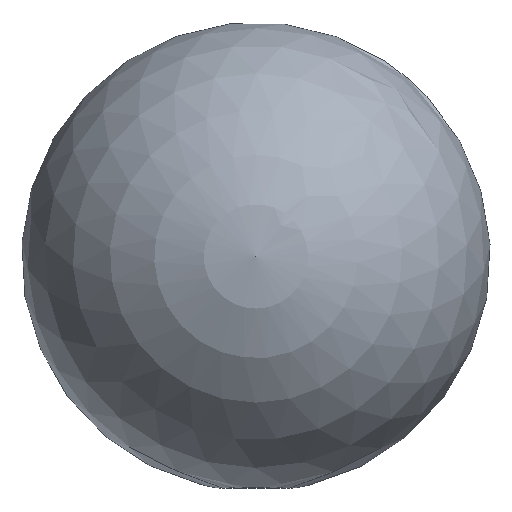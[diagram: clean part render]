
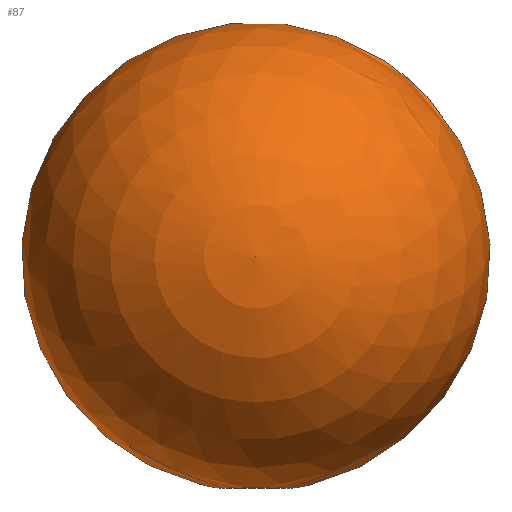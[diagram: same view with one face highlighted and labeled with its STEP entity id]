
A CAD part, top view. The second image highlights one B-rep face of the part: STEP entity #87.
In plain terms, the highlighted spherical face has radius 15 mm.
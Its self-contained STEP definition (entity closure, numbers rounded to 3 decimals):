
#36 = DIRECTION ( 'NONE',  ( -1., 0., 0. ) ) ;
#58 = CARTESIAN_POINT ( 'NONE',  ( 0., 0.21, 0. ) ) ;
#65 = ORIENTED_EDGE ( 'NONE', *, *, #67, .F. ) ;
#67 = EDGE_CURVE ( 'NONE', #80, #80, #70, .T. ) ;
#70 = CIRCLE ( 'NONE', #82, 2.5 ) ;
#71 = EDGE_LOOP ( 'NONE', ( #65 ) ) ;
#73 = FACE_OUTER_BOUND ( 'NONE', #71, .T. ) ;
#80 = VERTEX_POINT ( 'NONE', #91 ) ;
#82 = AXIS2_PLACEMENT_3D ( 'NONE', #58, #133, #113 ) ;
#87 = ADVANCED_FACE ( 'NONE', ( #73 ), #96, .T. ) ;
#90 = DIRECTION ( 'NONE',  ( 0., 0., -1. ) ) ;
#91 = CARTESIAN_POINT ( 'NONE',  ( 0., 0.21, 2.5 ) ) ;
#95 = AXIS2_PLACEMENT_3D ( 'NONE', #97, #90, #36 ) ;
#96 = SPHERICAL_SURFACE ( 'NONE', #95, 15. ) ;
#97 = CARTESIAN_POINT ( 'NONE',  ( 0., 15., 0. ) ) ;
#113 = DIRECTION ( 'NONE',  ( 0., 0., 1. ) ) ;
#133 = DIRECTION ( 'NONE',  ( 0., -1., 0. ) ) ;
